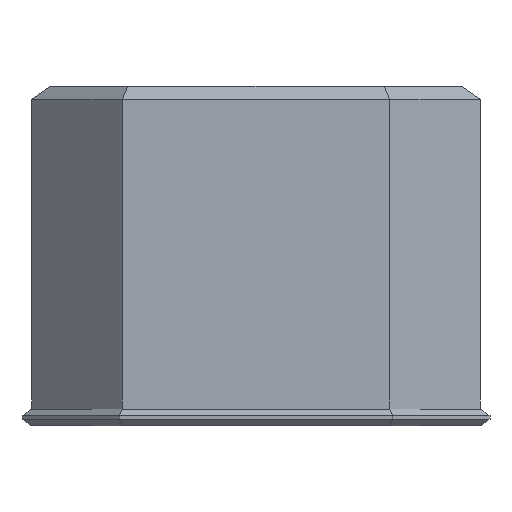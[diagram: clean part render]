
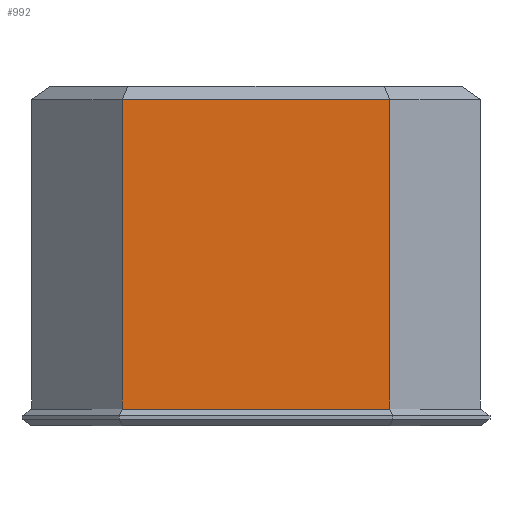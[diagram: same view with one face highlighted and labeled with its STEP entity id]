
A CAD part, left-side view. The second image highlights one B-rep face of the part: STEP entity #992.
In plain terms, the highlighted planar face has unit normal (-1, 0, 0).
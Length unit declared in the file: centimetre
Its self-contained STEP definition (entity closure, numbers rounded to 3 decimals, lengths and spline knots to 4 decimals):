
#122=FACE_OUTER_BOUND($,#196,.T.);
#196=EDGE_LOOP($,(#879,#880,#881,#882));
#210=LINE($,#1364,#318);
#241=LINE($,#1424,#349);
#280=LINE($,#1644,#388);
#303=LINE($,#1690,#411);
#318=VECTOR($,#1097,0.7932);
#349=VECTOR($,#1156,0.9172);
#388=VECTOR($,#1275,0.7932);
#411=VECTOR($,#1326,0.9172);
#421=VERTEX_POINT($,#1357);
#423=VERTEX_POINT($,#1363);
#438=VERTEX_POINT($,#1422);
#483=VERTEX_POINT($,#1643);
#506=EDGE_CURVE($,#421,#423,#210,.T.);
#537=EDGE_CURVE($,#438,#423,#241,.F.);
#598=EDGE_CURVE($,#483,#438,#280,.T.);
#621=EDGE_CURVE($,#421,#483,#303,.F.);
#879=ORIENTED_EDGE($,*,*,#506,.T.);
#880=ORIENTED_EDGE($,*,*,#537,.F.);
#881=ORIENTED_EDGE($,*,*,#598,.F.);
#882=ORIENTED_EDGE($,*,*,#621,.F.);
#930=PLANE($,#1071);
#992=ADVANCED_FACE($,(#122),#930,.F.);
#1071=AXIS2_PLACEMENT_3D($,#1694,#1332,#1333);
#1097=DIRECTION($,(0.,-1.,0.));
#1156=DIRECTION($,(0.,0.,1.));
#1275=DIRECTION($,(0.,-1.,0.));
#1326=DIRECTION($,(0.,0.,-1.));
#1332=DIRECTION('center_axis',(1.,0.,0.));
#1333=DIRECTION('ref_axis',(0.,0.,-1.));
#1357=CARTESIAN_POINT('',(-0.1687,3.1152,10.9012));
#1363=CARTESIAN_POINT('',(-0.1687,2.322,10.9012));
#1364=CARTESIAN_POINT($,(-0.1687,2.5071,10.9012));
#1422=CARTESIAN_POINT('',(-0.1687,2.322,11.8184));
#1424=CARTESIAN_POINT($,(-0.1687,2.322,11.4688));
#1643=CARTESIAN_POINT('',(-0.1687,3.1152,11.8184));
#1644=CARTESIAN_POINT($,(-0.1687,2.4388,11.8184));
#1690=CARTESIAN_POINT($,(-0.1687,3.1152,11.4688));
#1694=CARTESIAN_POINT('Origin',(-0.1687,2.4388,11.4688));
